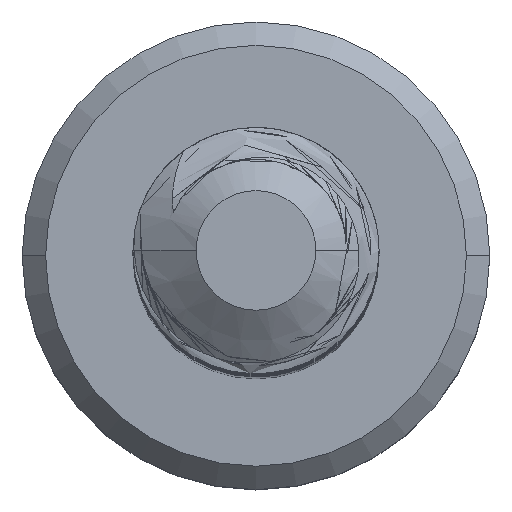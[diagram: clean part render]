
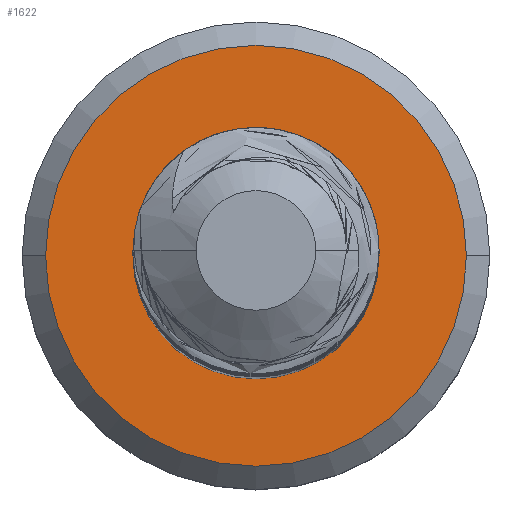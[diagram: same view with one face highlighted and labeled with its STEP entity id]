
A CAD part, top view. The second image highlights one B-rep face of the part: STEP entity #1622.
In plain terms, the highlighted planar face has unit normal (0, 0, 1).
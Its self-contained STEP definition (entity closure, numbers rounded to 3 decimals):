
#165 = AXIS2_PLACEMENT_3D ( 'NONE', #11124, #821, #9428 ) ;
#340 = ORIENTED_EDGE ( 'NONE', *, *, #6750, .T. ) ;
#387 = VERTEX_POINT ( 'NONE', #3042 ) ;
#530 = AXIS2_PLACEMENT_3D ( 'NONE', #7087, #1890, #7977 ) ;
#821 = DIRECTION ( 'NONE',  ( 0., 0., -1. ) ) ;
#896 = DIRECTION ( 'NONE',  ( 0., 0., 1. ) ) ;
#1115 = CIRCLE ( 'NONE', #530, 1. ) ;
#1235 = CARTESIAN_POINT ( 'NONE',  ( 1.71, 0., -25. ) ) ;
#1622 = ADVANCED_FACE ( 'NONE', ( #4368, #2595 ), #6009, .F. ) ;
#1890 = DIRECTION ( 'NONE',  ( 0., 0., 1. ) ) ;
#1923 = ORIENTED_EDGE ( 'NONE', *, *, #10427, .T. ) ;
#2093 = CIRCLE ( 'NONE', #6549, 1.71 ) ;
#2284 = ORIENTED_EDGE ( 'NONE', *, *, #9186, .F. ) ;
#2595 = FACE_BOUND ( 'NONE', #10721, .T. ) ;
#3042 = CARTESIAN_POINT ( 'NONE',  ( -1.71, 0., -25. ) ) ;
#3060 = ORIENTED_EDGE ( 'NONE', *, *, #7765, .F. ) ;
#3698 = CARTESIAN_POINT ( 'NONE',  ( 0., 0., -25. ) ) ;
#4275 = DIRECTION ( 'NONE',  ( 0., 0., 1. ) ) ;
#4368 = FACE_OUTER_BOUND ( 'NONE', #5870, .T. ) ;
#4569 = DIRECTION ( 'NONE',  ( -1., 0., 0. ) ) ;
#5099 = CARTESIAN_POINT ( 'NONE',  ( -1., 0., -25. ) ) ;
#5634 = CIRCLE ( 'NONE', #10324, 1. ) ;
#5870 = EDGE_LOOP ( 'NONE', ( #1923, #340 ) ) ;
#6009 = PLANE ( 'NONE',  #165 ) ;
#6093 = CARTESIAN_POINT ( 'NONE',  ( 0., 0., -25. ) ) ;
#6549 = AXIS2_PLACEMENT_3D ( 'NONE', #3698, #9745, #4569 ) ;
#6750 = EDGE_CURVE ( 'NONE', #10630, #387, #2093, .T. ) ;
#6949 = DIRECTION ( 'NONE',  ( -1., 0., 0. ) ) ;
#7016 = VERTEX_POINT ( 'NONE', #5099 ) ;
#7087 = CARTESIAN_POINT ( 'NONE',  ( 0., 0., -25. ) ) ;
#7765 = EDGE_CURVE ( 'NONE', #7016, #9614, #5634, .T. ) ;
#7977 = DIRECTION ( 'NONE',  ( 1., 0., 0. ) ) ;
#9186 = EDGE_CURVE ( 'NONE', #9614, #7016, #1115, .T. ) ;
#9384 = CIRCLE ( 'NONE', #9723, 1.71 ) ;
#9428 = DIRECTION ( 'NONE',  ( -1., 0., 0. ) ) ;
#9453 = CARTESIAN_POINT ( 'NONE',  ( 0., 0., -25. ) ) ;
#9614 = VERTEX_POINT ( 'NONE', #10928 ) ;
#9723 = AXIS2_PLACEMENT_3D ( 'NONE', #6093, #896, #6949 ) ;
#9745 = DIRECTION ( 'NONE',  ( 0., 0., 1. ) ) ;
#10324 = AXIS2_PLACEMENT_3D ( 'NONE', #9453, #4275, #10333 ) ;
#10333 = DIRECTION ( 'NONE',  ( 1., 0., 0. ) ) ;
#10427 = EDGE_CURVE ( 'NONE', #387, #10630, #9384, .T. ) ;
#10630 = VERTEX_POINT ( 'NONE', #1235 ) ;
#10721 = EDGE_LOOP ( 'NONE', ( #2284, #3060 ) ) ;
#10928 = CARTESIAN_POINT ( 'NONE',  ( 1., 0., -25. ) ) ;
#11124 = CARTESIAN_POINT ( 'NONE',  ( 0., 0., -25. ) ) ;
